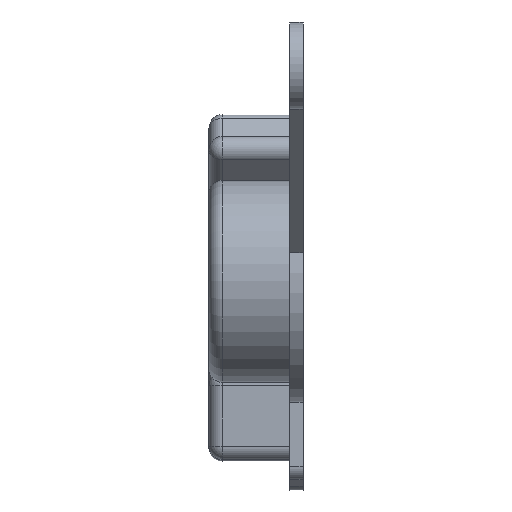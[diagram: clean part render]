
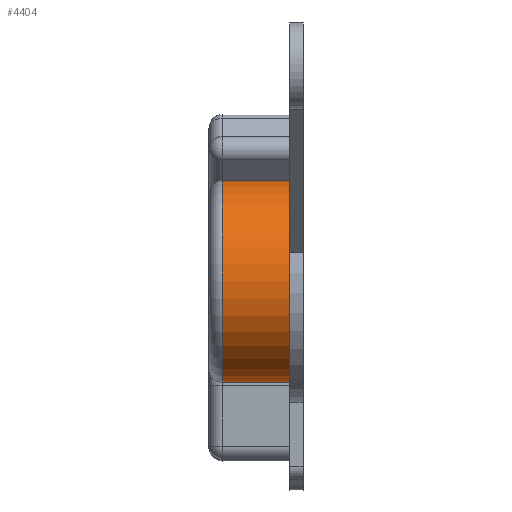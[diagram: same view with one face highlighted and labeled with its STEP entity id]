
A CAD part, left-side view. The second image highlights one B-rep face of the part: STEP entity #4404.
In plain terms, the highlighted cylindrical face has radius 7.5 mm (diameter 15 mm), a full revolution.
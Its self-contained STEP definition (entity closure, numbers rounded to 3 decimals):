
#358=FACE_OUTER_BOUND('',#620,.T.);
#620=EDGE_LOOP('',(#3614,#3615,#3616,#3617,#3618));
#1028=LINE('',#7380,#1456);
#1456=VECTOR('',#6030,7.5);
#1764=CIRCLE('',#4868,7.5);
#1765=CIRCLE('',#4869,7.5);
#1766=CIRCLE('',#4871,7.5);
#2127=VERTEX_POINT('',#7373);
#2128=VERTEX_POINT('',#7375);
#2129=VERTEX_POINT('',#7379);
#2691=EDGE_CURVE('',#2127,#2128,#1764,.T.);
#2692=EDGE_CURVE('',#2128,#2127,#1765,.T.);
#2693=EDGE_CURVE('',#2128,#2129,#1028,.T.);
#2694=EDGE_CURVE('',#2129,#2129,#1766,.T.);
#3614=ORIENTED_EDGE('',*,*,#2692,.F.);
#3615=ORIENTED_EDGE('',*,*,#2693,.T.);
#3616=ORIENTED_EDGE('',*,*,#2694,.F.);
#3617=ORIENTED_EDGE('',*,*,#2693,.F.);
#3618=ORIENTED_EDGE('',*,*,#2691,.F.);
#4206=CYLINDRICAL_SURFACE('',#4870,7.5);
#4404=ADVANCED_FACE('',(#358),#4206,.T.);
#4868=AXIS2_PLACEMENT_3D('',#7376,#6024,#6025);
#4869=AXIS2_PLACEMENT_3D('',#7377,#6026,#6027);
#4870=AXIS2_PLACEMENT_3D('',#7378,#6028,#6029);
#4871=AXIS2_PLACEMENT_3D('',#7381,#6031,#6032);
#6024=DIRECTION('center_axis',(0.,1.,0.));
#6025=DIRECTION('ref_axis',(-1.,0.,0.));
#6026=DIRECTION('center_axis',(0.,1.,0.));
#6027=DIRECTION('ref_axis',(-1.,0.,0.));
#6028=DIRECTION('center_axis',(0.,1.,0.));
#6029=DIRECTION('ref_axis',(-1.,0.,0.));
#6030=DIRECTION('',(0.,-1.,0.));
#6031=DIRECTION('center_axis',(0.,-1.,0.));
#6032=DIRECTION('ref_axis',(-1.,0.,0.));
#7373=CARTESIAN_POINT('',(-29.3,6.,16.));
#7375=CARTESIAN_POINT('',(-21.8,6.,23.5));
#7376=CARTESIAN_POINT('Origin',(-29.3,6.,23.5));
#7377=CARTESIAN_POINT('Origin',(-29.3,6.,23.5));
#7378=CARTESIAN_POINT('Origin',(-29.3,1.,23.5));
#7379=CARTESIAN_POINT('',(-21.8,1.,23.5));
#7380=CARTESIAN_POINT('',(-21.8,1.,23.5));
#7381=CARTESIAN_POINT('Origin',(-29.3,1.,23.5));
